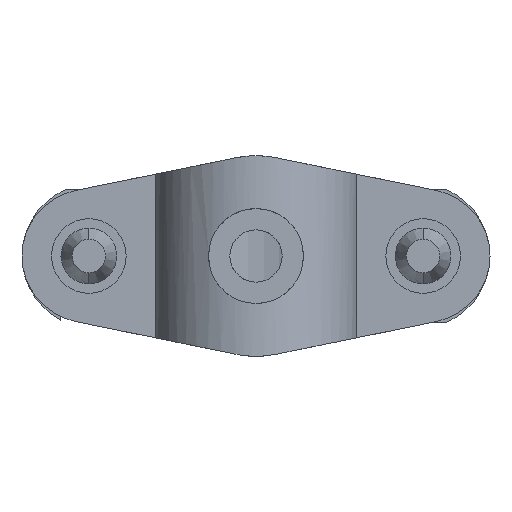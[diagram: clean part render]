
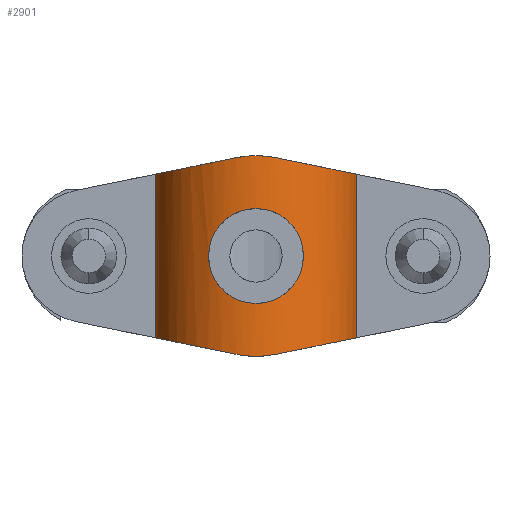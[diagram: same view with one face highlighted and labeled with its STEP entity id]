
A CAD part, front view. The second image highlights one B-rep face of the part: STEP entity #2901.
In plain terms, the highlighted cylindrical face has radius 9.25 mm (diameter 18.5 mm), a partial arc.
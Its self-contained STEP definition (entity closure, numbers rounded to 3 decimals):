
#1050=CARTESIAN_POINT('',(1.8,-9.073,8.818));
#1051=CARTESIAN_POINT('',(2.778,-8.879,8.618));
#1052=CARTESIAN_POINT('',(4.484,-8.227,8.27));
#1053=CARTESIAN_POINT('',(6.531,-6.71,7.852));
#1054=CARTESIAN_POINT('',(8.108,-4.699,7.531));
#1055=CARTESIAN_POINT('',(8.811,-2.992,7.387));
#1056=CARTESIAN_POINT('',(9.031,-2.,7.342));
#1058=DIRECTION('',(0.,0.,-1.));
#1059=VECTOR('',#1058,14.684);
#1060=CARTESIAN_POINT('',(9.031,-2.,7.342));
#1061=LINE('',#1060,#1059);
#1062=CARTESIAN_POINT('',(9.031,-2.,-7.342));
#1063=CARTESIAN_POINT('',(8.811,-2.992,
-7.387));
#1064=CARTESIAN_POINT('',(8.108,-4.699,
-7.531));
#1065=CARTESIAN_POINT('',(6.531,-6.71,
-7.852));
#1066=CARTESIAN_POINT('',(4.484,-8.227,
-8.27));
#1067=CARTESIAN_POINT('',(2.778,-8.879,
-8.618));
#1068=CARTESIAN_POINT('',(1.8,-9.073,-8.818));
#1070=CARTESIAN_POINT('',(-1.8,-9.073,-8.818));
#1071=CARTESIAN_POINT('',(-2.778,-8.879,
-8.618));
#1072=CARTESIAN_POINT('',(-4.484,-8.227,
-8.27));
#1073=CARTESIAN_POINT('',(-6.531,-6.71,
-7.852));
#1074=CARTESIAN_POINT('',(-8.108,-4.699,
-7.531));
#1075=CARTESIAN_POINT('',(-8.811,-2.992,
-7.387));
#1076=CARTESIAN_POINT('',(-9.031,-2.,-7.342));
#1078=DIRECTION('',(0.,0.,1.));
#1079=VECTOR('',#1078,14.684);
#1080=CARTESIAN_POINT('',(-9.031,-2.,-7.342));
#1081=LINE('',#1080,#1079);
#1082=CARTESIAN_POINT('',(-9.031,-2.,7.342));
#1083=CARTESIAN_POINT('',(-8.811,-2.992,
7.387));
#1084=CARTESIAN_POINT('',(-8.108,-4.699,
7.531));
#1085=CARTESIAN_POINT('',(-6.531,-6.71,
7.852));
#1086=CARTESIAN_POINT('',(-4.484,-8.227,
8.27));
#1087=CARTESIAN_POINT('',(-2.778,-8.879,
8.618));
#1088=CARTESIAN_POINT('',(-1.8,-9.073,8.818));
#1090=CARTESIAN_POINT('',(1.8,-9.073,-8.818));
#1091=CARTESIAN_POINT('',(1.507,-9.131,
-8.878));
#1092=CARTESIAN_POINT('',(0.913,-9.22,
-8.969));
#1093=CARTESIAN_POINT('',(-0.001,-9.265,
-9.015));
#1094=CARTESIAN_POINT('',(-0.91,-9.22,
-8.969));
#1095=CARTESIAN_POINT('',(-1.506,-9.132,
-8.878));
#1096=CARTESIAN_POINT('',(-1.8,-9.073,-8.818));
#1147=CARTESIAN_POINT('',(-1.8,-9.073,8.818));
#1148=CARTESIAN_POINT('',(-1.602,-9.113,
8.859));
#1149=CARTESIAN_POINT('',(-1.203,-9.178,
8.926));
#1150=CARTESIAN_POINT('',(-0.599,-9.237,
8.987));
#1151=CARTESIAN_POINT('',(-0.199,-9.25,9.));
#1152=CARTESIAN_POINT('',(0.,-9.25,9.));
#1166=CARTESIAN_POINT('',(0.,-9.25,9.));
#1167=CARTESIAN_POINT('',(0.2,-9.25,9.));
#1168=CARTESIAN_POINT('',(0.601,-9.237,
8.987));
#1169=CARTESIAN_POINT('',(1.201,-9.178,8.926));
#1170=CARTESIAN_POINT('',(1.601,-9.113,8.859));
#1171=CARTESIAN_POINT('',(1.8,-9.073,8.818));
#1240=CARTESIAN_POINT('',(0.,-9.25,-4.25));
#1241=CARTESIAN_POINT('',(-0.251,-9.25,-4.25));
#1242=CARTESIAN_POINT('',(-0.758,-9.229,
-4.205));
#1243=CARTESIAN_POINT('',(-1.504,-9.137,
-4.001));
#1244=CARTESIAN_POINT('',(-2.221,-8.989,
-3.654));
#1245=CARTESIAN_POINT('',(-2.877,-8.799,
-3.164));
#1246=CARTESIAN_POINT('',(-3.433,-8.595,
-2.549));
#1247=CARTESIAN_POINT('',(-3.853,-8.412,
-1.852));
#1248=CARTESIAN_POINT('',(-4.124,-8.281,
-1.118));
#1249=CARTESIAN_POINT('',(-4.256,-8.213,
-0.373));
#1250=CARTESIAN_POINT('',(-4.256,-8.213,
0.373));
#1251=CARTESIAN_POINT('',(-4.124,-8.281,
1.118));
#1252=CARTESIAN_POINT('',(-3.853,-8.412,
1.852));
#1253=CARTESIAN_POINT('',(-3.433,-8.595,
2.549));
#1254=CARTESIAN_POINT('',(-2.877,-8.799,
3.164));
#1255=CARTESIAN_POINT('',(-2.221,-8.989,
3.654));
#1256=CARTESIAN_POINT('',(-1.504,-9.137,
4.001));
#1257=CARTESIAN_POINT('',(-0.758,-9.229,
4.205));
#1258=CARTESIAN_POINT('',(-0.251,-9.25,4.25));
#1259=CARTESIAN_POINT('',(0.,-9.25,4.25));
#1265=CARTESIAN_POINT('',(0.,-9.25,4.25));
#1266=CARTESIAN_POINT('',(0.251,-9.25,4.25));
#1267=CARTESIAN_POINT('',(0.758,-9.229,
4.205));
#1268=CARTESIAN_POINT('',(1.504,-9.137,4.001));
#1269=CARTESIAN_POINT('',(2.221,-8.989,3.654));
#1270=CARTESIAN_POINT('',(2.877,-8.799,3.164));
#1271=CARTESIAN_POINT('',(3.433,-8.595,2.549));
#1272=CARTESIAN_POINT('',(3.853,-8.412,1.852));
#1273=CARTESIAN_POINT('',(4.124,-8.281,1.118));
#1274=CARTESIAN_POINT('',(4.256,-8.213,
0.373));
#1275=CARTESIAN_POINT('',(4.256,-8.213,
-0.373));
#1276=CARTESIAN_POINT('',(4.124,-8.281,
-1.118));
#1277=CARTESIAN_POINT('',(3.853,-8.412,
-1.852));
#1278=CARTESIAN_POINT('',(3.433,-8.595,
-2.549));
#1279=CARTESIAN_POINT('',(2.877,-8.799,
-3.164));
#1280=CARTESIAN_POINT('',(2.221,-8.989,
-3.654));
#1281=CARTESIAN_POINT('',(1.504,-9.137,
-4.001));
#1282=CARTESIAN_POINT('',(0.758,-9.229,
-4.205));
#1283=CARTESIAN_POINT('',(0.251,-9.25,-4.25));
#1284=CARTESIAN_POINT('',(0.,-9.25,-4.25));
#1657=VERTEX_POINT('',#1147);
#1658=VERTEX_POINT('',#1152);
#1659=VERTEX_POINT('',#1090);
#1660=VERTEX_POINT('',#1096);
#1661=VERTEX_POINT('',#1171);
#1869=VERTEX_POINT('',#1240);
#1870=VERTEX_POINT('',#1259);
#1881=CARTESIAN_POINT('',(9.031,-2.,7.342));
#1882=CARTESIAN_POINT('',(9.031,-2.,-7.342));
#1883=VERTEX_POINT('',#1881);
#1884=VERTEX_POINT('',#1882);
#1885=CARTESIAN_POINT('',(-9.031,-2.,-7.342));
#1886=CARTESIAN_POINT('',(-9.031,-2.,7.342));
#1887=VERTEX_POINT('',#1885);
#1888=VERTEX_POINT('',#1886);
#2873=CARTESIAN_POINT('',(0.,0.,9.));
#2874=DIRECTION('',(0.,0.,-1.));
#2875=DIRECTION('',(-1.,0.,0.));
#2876=AXIS2_PLACEMENT_3D('',#2873,#2874,#2875);
#2877=CYLINDRICAL_SURFACE('',#2876,9.25);
#2878=ORIENTED_EDGE('',*,*,#2834,.T.);
#2879=ORIENTED_EDGE('',*,*,#2860,.T.);
#2880=ORIENTED_EDGE('',*,*,#2794,.T.);
#2882=ORIENTED_EDGE('',*,*,#2881,.T.);
#2884=ORIENTED_EDGE('',*,*,#2883,.T.);
#2886=ORIENTED_EDGE('',*,*,#2885,.T.);
#2888=ORIENTED_EDGE('',*,*,#2887,.T.);
#2890=ORIENTED_EDGE('',*,*,#2889,.T.);
#2892=ORIENTED_EDGE('',*,*,#2891,.T.);
#2893=EDGE_LOOP('',(#2878,#2879,#2880,#2882,#2884,#2886,#2888,#2890,#2892));
#2894=FACE_OUTER_BOUND('',#2893,.F.);
#2896=ORIENTED_EDGE('',*,*,#2895,.F.);
#2898=ORIENTED_EDGE('',*,*,#2897,.F.);
#2899=EDGE_LOOP('',(#2896,#2898));
#2900=FACE_BOUND('',#2899,.F.);
#2901=ADVANCED_FACE('',(#2894,#2900),#2877,.T.);
#1057=B_SPLINE_CURVE_WITH_KNOTS('',3,(#1050,#1051,#1052,#1053,#1054,#1055,
#1056),.UNSPECIFIED.,.F.,.F.,(4,1,1,1,4),(0.,0.25,0.5,0.75,1.),
.UNSPECIFIED.);
#1069=B_SPLINE_CURVE_WITH_KNOTS('',3,(#1062,#1063,#1064,#1065,#1066,#1067,
#1068),.UNSPECIFIED.,.F.,.F.,(4,1,1,1,4),(0.,0.25,0.5,0.75,1.),
.UNSPECIFIED.);
#1077=B_SPLINE_CURVE_WITH_KNOTS('',3,(#1070,#1071,#1072,#1073,#1074,#1075,
#1076),.UNSPECIFIED.,.F.,.F.,(4,1,1,1,4),(0.,0.25,0.5,0.75,1.),
.UNSPECIFIED.);
#1089=B_SPLINE_CURVE_WITH_KNOTS('',3,(#1082,#1083,#1084,#1085,#1086,#1087,
#1088),.UNSPECIFIED.,.F.,.F.,(4,1,1,1,4),(0.,0.25,0.5,0.75,1.),
.UNSPECIFIED.);
#1097=B_SPLINE_CURVE_WITH_KNOTS('',3,(#1090,#1091,#1092,#1093,#1094,#1095,
#1096),.UNSPECIFIED.,.F.,.F.,(4,1,1,1,4),(0.,0.25,0.5,0.75,1.),
.UNSPECIFIED.);
#1153=B_SPLINE_CURVE_WITH_KNOTS('',3,(#1147,#1148,#1149,#1150,#1151,#1152),
.UNSPECIFIED.,.F.,.F.,(4,1,1,4),(0.,0.333,0.667,1.),
.UNSPECIFIED.);
#1172=B_SPLINE_CURVE_WITH_KNOTS('',3,(#1166,#1167,#1168,#1169,#1170,#1171),
.UNSPECIFIED.,.F.,.F.,(4,1,1,4),(0.,0.333,0.667,1.),
.UNSPECIFIED.);
#1260=B_SPLINE_CURVE_WITH_KNOTS('',3,(#1240,#1241,#1242,#1243,#1244,#1245,#1246,
#1247,#1248,#1249,#1250,#1251,#1252,#1253,#1254,#1255,#1256,#1257,#1258,#1259),
.UNSPECIFIED.,.F.,.F.,(4,1,1,1,1,1,1,1,1,1,1,1,1,1,1,1,1,4),(0.,
0.059,0.118,0.176,0.235,
0.294,0.353,0.412,0.471,
0.529,0.588,0.647,0.706,
0.765,0.824,0.882,0.941,1.),
.UNSPECIFIED.);
#1285=B_SPLINE_CURVE_WITH_KNOTS('',3,(#1265,#1266,#1267,#1268,#1269,#1270,#1271,
#1272,#1273,#1274,#1275,#1276,#1277,#1278,#1279,#1280,#1281,#1282,#1283,#1284),
.UNSPECIFIED.,.F.,.F.,(4,1,1,1,1,1,1,1,1,1,1,1,1,1,1,1,1,4),(0.,
0.059,0.118,0.176,0.235,
0.294,0.353,0.412,0.471,
0.529,0.588,0.647,0.706,
0.765,0.824,0.882,0.941,1.),
.UNSPECIFIED.);
#2794=EDGE_CURVE('',#1884,#1659,#1069,.T.);
#2834=EDGE_CURVE('',#1661,#1883,#1057,.T.);
#2860=EDGE_CURVE('',#1883,#1884,#1061,.T.);
#2881=EDGE_CURVE('',#1659,#1660,#1097,.T.);
#2883=EDGE_CURVE('',#1660,#1887,#1077,.T.);
#2885=EDGE_CURVE('',#1887,#1888,#1081,.T.);
#2887=EDGE_CURVE('',#1888,#1657,#1089,.T.);
#2889=EDGE_CURVE('',#1657,#1658,#1153,.T.);
#2891=EDGE_CURVE('',#1658,#1661,#1172,.T.);
#2895=EDGE_CURVE('',#1869,#1870,#1260,.T.);
#2897=EDGE_CURVE('',#1870,#1869,#1285,.T.);
